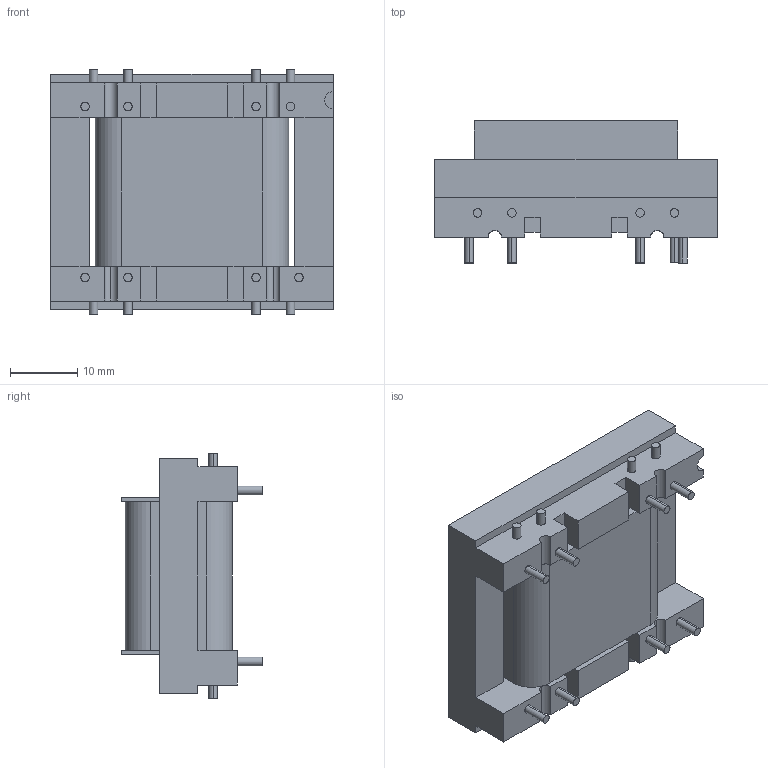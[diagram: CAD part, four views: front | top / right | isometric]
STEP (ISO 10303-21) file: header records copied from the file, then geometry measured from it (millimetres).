
FILE_DESCRIPTION (( 'STEP AP214' ), '1' );
FILE_NAME ('Triad Magnetics-TY-306P.STEP', '2014-11-05T22:15:48', ( 'Windows User' ), ( '' ), 'SwSTEP 2.0', 'SolidWorks 2014', '' );
FILE_SCHEMA (( 'AUTOMOTIVE_DESIGN' ));
Length unit declared in the file: inch
Products named in the file (1): Triad Magnetics-TY-306P
Bounding box: 41.91 x 21.08 x 36.45 mm (x, y, z)
Volume: 16917.6 mm3; surface area: 6429.2 mm2
Topology: 1 solids, 1 shells, 335 faces, 886 edges, 586 vertices
Faces by surface type: plane 235, bspline 57, cylinder 43
Entity records: 17243 total; most frequent: CARTESIAN_POINT 4833, ORIENTED_EDGE 1772, DIRECTION 1416, EDGE_CURVE 886, VECTOR 686, LINE 686, VERTEX_POINT 586, EDGE_LOOP 372
